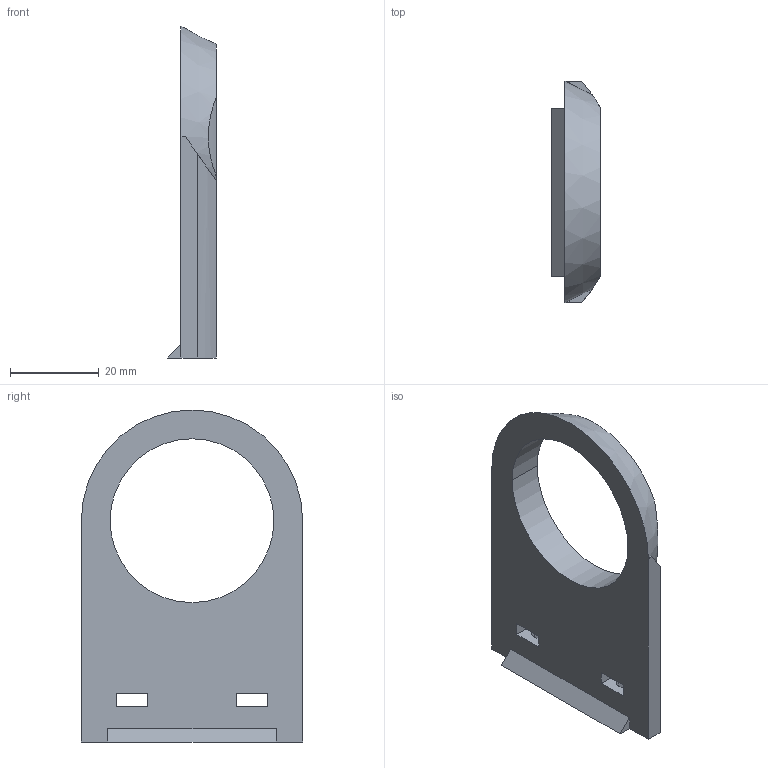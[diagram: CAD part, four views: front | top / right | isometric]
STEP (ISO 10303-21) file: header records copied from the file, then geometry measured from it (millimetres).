
FILE_DESCRIPTION((''),'2;1');
FILE_NAME('OBMP-FWM-1670','2023-10-12T10:40:35',('ccha425'),('Department of Mechanical Engineering, The University of Auckland'),'CREO PARAMETRIC BY PTC INC, 2017260','CREO PARAMETRIC BY PTC INC, 2017260','');
FILE_SCHEMA(('CONFIG_CONTROL_DESIGN'));
Length unit declared in the file: millimetre
Products named in the file (1): OBMP-FWM-1670
Bounding box: 11 x 50 x 75 mm (x, y, z)
Volume: 16224.3 mm3; surface area: 7779.4 mm2
Topology: 1 solids, 1 shells, 37 faces, 97 edges, 64 vertices
Faces by surface type: plane 22, cylinder 14, cone 1
Entity records: 1219 total; most frequent: CARTESIAN_POINT 230, ORIENTED_EDGE 194, DIRECTION 191, EDGE_CURVE 97, VECTOR 65, LINE 65, VERTEX_POINT 64, AXIS2_PLACEMENT_3D 63
